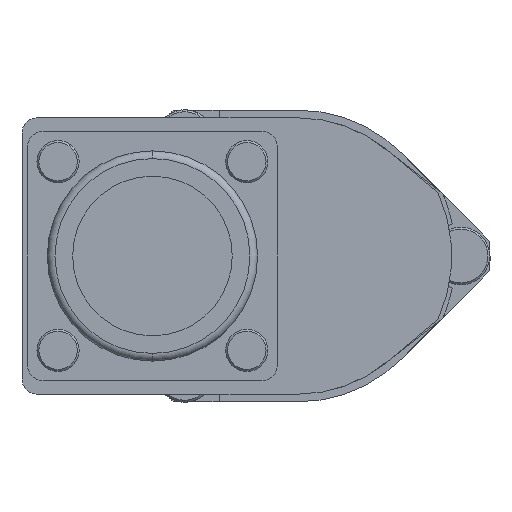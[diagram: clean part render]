
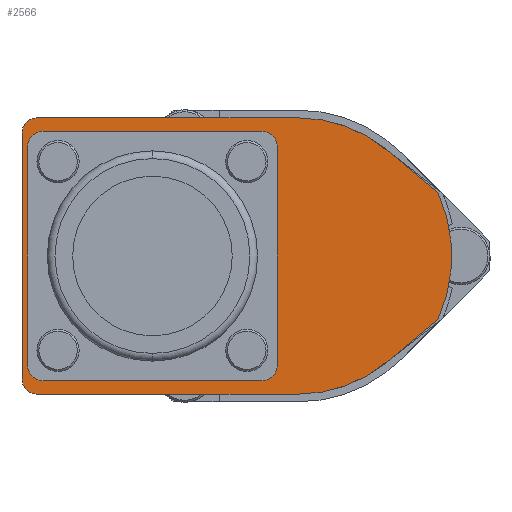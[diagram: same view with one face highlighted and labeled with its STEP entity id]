
A CAD part, left-side view. The second image highlights one B-rep face of the part: STEP entity #2566.
In plain terms, the highlighted planar face has unit normal (-1, 0, 0).
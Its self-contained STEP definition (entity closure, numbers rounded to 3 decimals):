
#46 = EDGE_CURVE ( 'NONE', #355, #8668, #6189, .T. ) ;
#110 = VERTEX_POINT ( 'NONE', #6951 ) ;
#189 = CIRCLE ( 'NONE', #2763, 2. ) ;
#293 = CARTESIAN_POINT ( 'NONE',  ( -245., 0., 18. ) ) ;
#332 = DIRECTION ( 'NONE',  ( -1., 0., 0. ) ) ;
#355 = VERTEX_POINT ( 'NONE', #293 ) ;
#500 = CARTESIAN_POINT ( 'NONE',  ( -245., 34., -16. ) ) ;
#555 = DIRECTION ( 'NONE',  ( 0., 0., 1. ) ) ;
#593 = ORIENTED_EDGE ( 'NONE', *, *, #9195, .T. ) ;
#696 = CARTESIAN_POINT ( 'NONE',  ( -245., 36., -16. ) ) ;
#783 = EDGE_CURVE ( 'NONE', #9624, #8062, #3485, .T. ) ;
#794 = CARTESIAN_POINT ( 'NONE',  ( -245., -11.57, -13.789 ) ) ;
#865 = CARTESIAN_POINT ( 'NONE',  ( -245., 0., 0. ) ) ;
#870 = FACE_OUTER_BOUND ( 'NONE', #9274, .T. ) ;
#883 = AXIS2_PLACEMENT_3D ( 'NONE', #500, #5709, #1252 ) ;
#969 = CIRCLE ( 'NONE', #1813, 18. ) ;
#1189 = ORIENTED_EDGE ( 'NONE', *, *, #4160, .T. ) ;
#1252 = DIRECTION ( 'NONE',  ( 0., 0., 1. ) ) ;
#1475 = CARTESIAN_POINT ( 'NONE',  ( -245., 36., 18. ) ) ;
#1535 = DIRECTION ( 'NONE',  ( 0., 0.766, 0.643 ) ) ;
#1612 = ORIENTED_EDGE ( 'NONE', *, *, #783, .T. ) ;
#1628 = CARTESIAN_POINT ( 'NONE',  ( -245., 36., 16. ) ) ;
#1637 = DIRECTION ( 'NONE',  ( 0., 0., 1. ) ) ;
#1781 = CARTESIAN_POINT ( 'NONE',  ( -245., 36., -18. ) ) ;
#1813 = AXIS2_PLACEMENT_3D ( 'NONE', #865, #6100, #1637 ) ;
#2014 = LINE ( 'NONE', #1781, #3735 ) ;
#2231 = EDGE_CURVE ( 'NONE', #2677, #9624, #9656, .T. ) ;
#2566 = ADVANCED_FACE ( 'NONE', ( #870 ), #6504, .T. ) ;
#2677 = VERTEX_POINT ( 'NONE', #6240 ) ;
#2763 = AXIS2_PLACEMENT_3D ( 'NONE', #8025, #3555, #8780 ) ;
#2782 = CARTESIAN_POINT ( 'NONE',  ( -245., 0., 0. ) ) ;
#2892 = AXIS2_PLACEMENT_3D ( 'NONE', #2782, #5029, #555 ) ;
#3085 = ORIENTED_EDGE ( 'NONE', *, *, #6327, .T. ) ;
#3321 = CARTESIAN_POINT ( 'NONE',  ( -245., 0., 0. ) ) ;
#3485 = CIRCLE ( 'NONE', #8678, 20. ) ;
#3497 = ORIENTED_EDGE ( 'NONE', *, *, #46, .T. ) ;
#3555 = DIRECTION ( 'NONE',  ( -1., 0., 0. ) ) ;
#3735 = VECTOR ( 'NONE', #4031, 1000. ) ;
#3767 = ORIENTED_EDGE ( 'NONE', *, *, #7800, .T. ) ;
#4031 = DIRECTION ( 'NONE',  ( 0., -1., 0. ) ) ;
#4080 = DIRECTION ( 'NONE',  ( 0., 0., 1. ) ) ;
#4129 = CARTESIAN_POINT ( 'NONE',  ( -245., -11.57, 13.789 ) ) ;
#4160 = EDGE_CURVE ( 'NONE', #8106, #9641, #6226, .T. ) ;
#4205 = EDGE_CURVE ( 'NONE', #8062, #4802, #5752, .T. ) ;
#4211 = VECTOR ( 'NONE', #4719, 1000. ) ;
#4719 = DIRECTION ( 'NONE',  ( 0., 1., 0. ) ) ;
#4802 = VERTEX_POINT ( 'NONE', #4129 ) ;
#4810 = CARTESIAN_POINT ( 'NONE',  ( -245., 0., 0. ) ) ;
#4990 = ORIENTED_EDGE ( 'NONE', *, *, #2231, .T. ) ;
#5029 = DIRECTION ( 'NONE',  ( -1., 0., 0. ) ) ;
#5270 = DIRECTION ( 'NONE',  ( 0., -0.766, 0.643 ) ) ;
#5303 = CARTESIAN_POINT ( 'NONE',  ( -245., -18.248, 8.185 ) ) ;
#5543 = DIRECTION ( 'NONE',  ( 0., 0., 1. ) ) ;
#5690 = VECTOR ( 'NONE', #5270, 1000. ) ;
#5709 = DIRECTION ( 'NONE',  ( -1., 0., 0. ) ) ;
#5752 = LINE ( 'NONE', #5996, #9504 ) ;
#5864 = VERTEX_POINT ( 'NONE', #7385 ) ;
#5996 = CARTESIAN_POINT ( 'NONE',  ( -245., -18.248, 8.185 ) ) ;
#6100 = DIRECTION ( 'NONE',  ( -1., 0., 0. ) ) ;
#6189 = LINE ( 'NONE', #7678, #4211 ) ;
#6226 = LINE ( 'NONE', #1475, #7972 ) ;
#6240 = CARTESIAN_POINT ( 'NONE',  ( -245., -11.57, -13.789 ) ) ;
#6327 = EDGE_CURVE ( 'NONE', #110, #5864, #2014, .T. ) ;
#6504 = PLANE ( 'NONE',  #2892 ) ;
#6565 = AXIS2_PLACEMENT_3D ( 'NONE', #4810, #332, #5543 ) ;
#6951 = CARTESIAN_POINT ( 'NONE',  ( -245., 34., -18. ) ) ;
#6959 = ORIENTED_EDGE ( 'NONE', *, *, #7190, .T. ) ;
#7038 = ORIENTED_EDGE ( 'NONE', *, *, #4205, .T. ) ;
#7190 = EDGE_CURVE ( 'NONE', #8668, #8106, #189, .T. ) ;
#7385 = CARTESIAN_POINT ( 'NONE',  ( -245., 0., -18. ) ) ;
#7448 = DIRECTION ( 'NONE',  ( 0., 0., -1. ) ) ;
#7573 = EDGE_CURVE ( 'NONE', #4802, #355, #8610, .T. ) ;
#7678 = CARTESIAN_POINT ( 'NONE',  ( -245., 0., 18. ) ) ;
#7800 = EDGE_CURVE ( 'NONE', #9641, #110, #8717, .T. ) ;
#7972 = VECTOR ( 'NONE', #7448, 1000. ) ;
#8025 = CARTESIAN_POINT ( 'NONE',  ( -245., 34., 16. ) ) ;
#8062 = VERTEX_POINT ( 'NONE', #5303 ) ;
#8106 = VERTEX_POINT ( 'NONE', #1628 ) ;
#8154 = CARTESIAN_POINT ( 'NONE',  ( -245., 34., 18. ) ) ;
#8538 = DIRECTION ( 'NONE',  ( -1., 0., 0. ) ) ;
#8610 = CIRCLE ( 'NONE', #6565, 18. ) ;
#8668 = VERTEX_POINT ( 'NONE', #8154 ) ;
#8678 = AXIS2_PLACEMENT_3D ( 'NONE', #3321, #8538, #4080 ) ;
#8717 = CIRCLE ( 'NONE', #883, 2. ) ;
#8780 = DIRECTION ( 'NONE',  ( 0., 0., 1. ) ) ;
#9195 = EDGE_CURVE ( 'NONE', #5864, #2677, #969, .T. ) ;
#9274 = EDGE_LOOP ( 'NONE', ( #3497, #6959, #1189, #3767, #3085, #593, #4990, #1612, #7038, #9490 ) ) ;
#9490 = ORIENTED_EDGE ( 'NONE', *, *, #7573, .T. ) ;
#9504 = VECTOR ( 'NONE', #1535, 1000. ) ;
#9624 = VERTEX_POINT ( 'NONE', #9681 ) ;
#9641 = VERTEX_POINT ( 'NONE', #696 ) ;
#9656 = LINE ( 'NONE', #794, #5690 ) ;
#9681 = CARTESIAN_POINT ( 'NONE',  ( -245., -18.248, -8.185 ) ) ;
